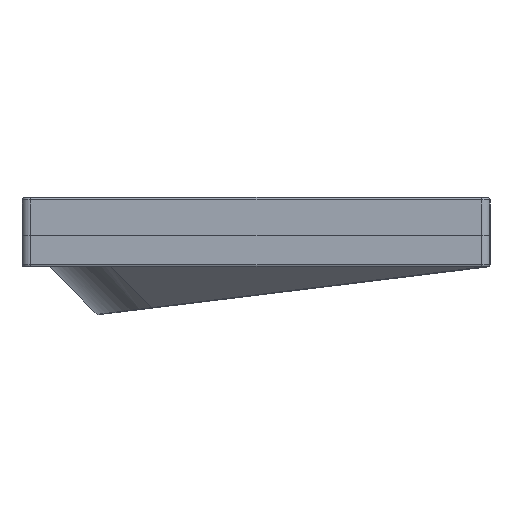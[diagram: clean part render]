
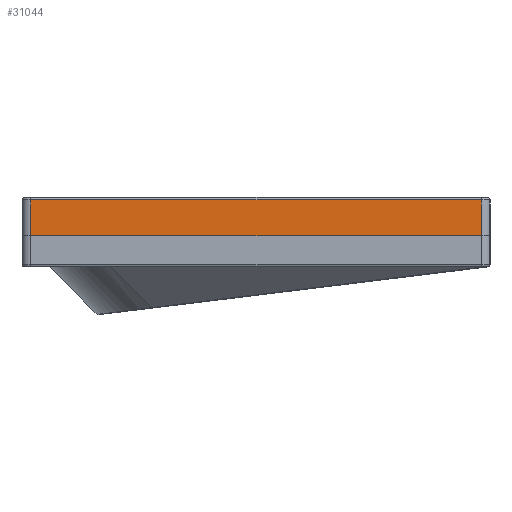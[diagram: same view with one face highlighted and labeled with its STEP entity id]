
A CAD part, left-side view. The second image highlights one B-rep face of the part: STEP entity #31044.
In plain terms, the highlighted planar face has unit normal (-1, 0, 0).
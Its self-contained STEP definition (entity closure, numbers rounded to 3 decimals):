
#3674=FACE_OUTER_BOUND('',#5484,.T.);
#5484=EDGE_LOOP('',(#25851,#25852,#25853,#25854));
#8070=LINE('',#49278,#11144);
#8140=LINE('',#49552,#11214);
#8196=LINE('',#49730,#11270);
#8198=LINE('',#49733,#11272);
#11144=VECTOR('',#40240,10.);
#11214=VECTOR('',#40482,10.);
#11270=VECTOR('',#40608,10.);
#11272=VECTOR('',#40612,10.);
#14191=VERTEX_POINT('',#49270);
#14193=VERTEX_POINT('',#49276);
#14310=VERTEX_POINT('',#49549);
#14311=VERTEX_POINT('',#49551);
#18167=EDGE_CURVE('',#14193,#14191,#8070,.T.);
#18301=EDGE_CURVE('',#14310,#14311,#8140,.F.);
#18391=EDGE_CURVE('',#14191,#14310,#8196,.T.);
#18393=EDGE_CURVE('',#14311,#14193,#8198,.T.);
#25851=ORIENTED_EDGE('',*,*,#18167,.F.);
#25852=ORIENTED_EDGE('',*,*,#18393,.F.);
#25853=ORIENTED_EDGE('',*,*,#18301,.F.);
#25854=ORIENTED_EDGE('',*,*,#18391,.F.);
#29780=PLANE('',#33669);
#31044=ADVANCED_FACE('',(#3674),#29780,.T.);
#33669=AXIS2_PLACEMENT_3D('',#49732,#40610,#40611);
#40240=DIRECTION('',(0.,-1.,0.));
#40482=DIRECTION('',(0.,-1.,0.));
#40608=DIRECTION('',(0.,0.,-1.));
#40610=DIRECTION('center_axis',(-1.,0.,0.));
#40611=DIRECTION('ref_axis',(0.,-1.,0.));
#40612=DIRECTION('',(0.,0.,1.));
#49270=CARTESIAN_POINT('',(-294.108,-122.623,12.05));
#49276=CARTESIAN_POINT('',(-294.108,8.89,12.05));
#49278=CARTESIAN_POINT('',(-294.108,-22.738,12.05));
#49549=CARTESIAN_POINT('',(-294.108,-122.623,1.6));
#49551=CARTESIAN_POINT('',(-294.108,8.89,1.6));
#49552=CARTESIAN_POINT('',(-294.108,-22.738,1.6));
#49730=CARTESIAN_POINT('',(-294.108,-122.623,5.));
#49732=CARTESIAN_POINT('Origin',(-294.108,11.39,5.));
#49733=CARTESIAN_POINT('',(-294.108,8.89,5.));
